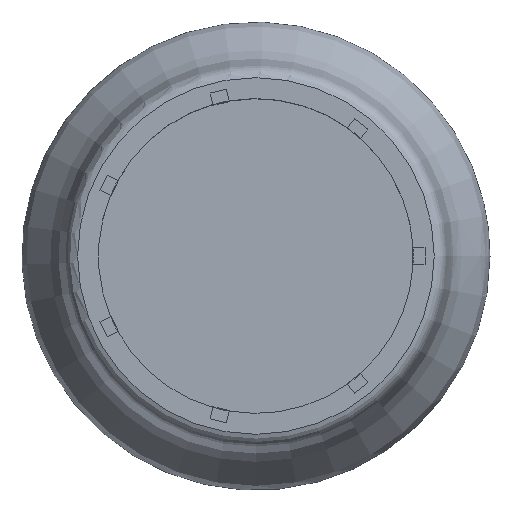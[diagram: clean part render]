
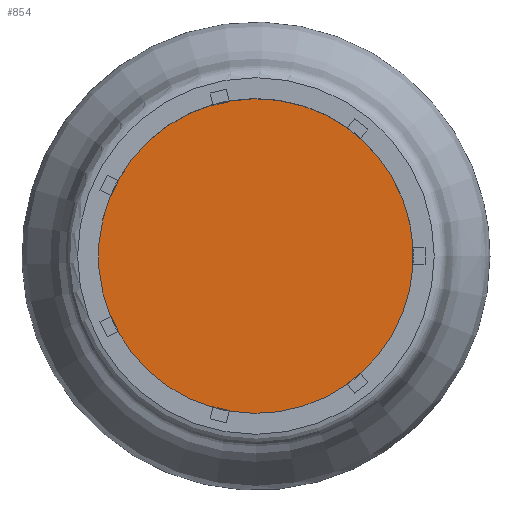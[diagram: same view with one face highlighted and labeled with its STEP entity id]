
A CAD part, top view. The second image highlights one B-rep face of the part: STEP entity #854.
In plain terms, the highlighted planar face has unit normal (0, 0, 1).
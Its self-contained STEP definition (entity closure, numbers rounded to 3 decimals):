
#440 = VERTEX_POINT('',#441);
#441 = CARTESIAN_POINT('',(25.021,28.167,
    0.));
#447 = EDGE_CURVE('',#440,#448,#450,.T.);
#448 = VERTEX_POINT('',#449);
#449 = CARTESIAN_POINT('',(37.622,2.,0.));
#450 = CIRCLE('',#451,37.675);
#451 = AXIS2_PLACEMENT_3D('',#452,#453,#454);
#452 = CARTESIAN_POINT('',(0.,0.,0.));
#453 = DIRECTION('',(0.,0.,-1.));
#454 = DIRECTION('',(1.,0.,0.));
#490 = VERTEX_POINT('',#491);
#491 = CARTESIAN_POINT('',(-6.422,37.124,
    0.));
#497 = EDGE_CURVE('',#490,#498,#500,.T.);
#498 = VERTEX_POINT('',#499);
#499 = CARTESIAN_POINT('',(21.893,30.661,
    0.));
#500 = CIRCLE('',#501,37.675);
#501 = AXIS2_PLACEMENT_3D('',#502,#503,#504);
#502 = CARTESIAN_POINT('',(0.,0.,0.));
#503 = DIRECTION('',(0.,0.,-1.));
#504 = DIRECTION('',(1.,0.,0.));
#540 = VERTEX_POINT('',#541);
#541 = CARTESIAN_POINT('',(-33.028,18.125,
    0.));
#547 = EDGE_CURVE('',#540,#548,#550,.T.);
#548 = VERTEX_POINT('',#549);
#549 = CARTESIAN_POINT('',(-10.322,36.234,
    0.));
#550 = CIRCLE('',#551,37.675);
#551 = AXIS2_PLACEMENT_3D('',#552,#553,#554);
#552 = CARTESIAN_POINT('',(0.,0.,0.));
#553 = DIRECTION('',(0.,0.,-1.));
#554 = DIRECTION('',(1.,0.,0.));
#590 = VERTEX_POINT('',#591);
#591 = CARTESIAN_POINT('',(-34.764,-14.522,
    0.));
#597 = EDGE_CURVE('',#590,#598,#600,.T.);
#598 = VERTEX_POINT('',#599);
#599 = CARTESIAN_POINT('',(-34.764,14.522,
    0.));
#600 = CIRCLE('',#601,37.675);
#601 = AXIS2_PLACEMENT_3D('',#602,#603,#604);
#602 = CARTESIAN_POINT('',(0.,0.,0.));
#603 = DIRECTION('',(0.,0.,-1.));
#604 = DIRECTION('',(1.,0.,0.));
#640 = VERTEX_POINT('',#641);
#641 = CARTESIAN_POINT('',(-10.322,-36.234,
    0.));
#647 = EDGE_CURVE('',#640,#648,#650,.T.);
#648 = VERTEX_POINT('',#649);
#649 = CARTESIAN_POINT('',(-33.028,-18.125,
    0.));
#650 = CIRCLE('',#651,37.675);
#651 = AXIS2_PLACEMENT_3D('',#652,#653,#654);
#652 = CARTESIAN_POINT('',(0.,0.,0.));
#653 = DIRECTION('',(0.,0.,-1.));
#654 = DIRECTION('',(1.,0.,0.));
#690 = VERTEX_POINT('',#691);
#691 = CARTESIAN_POINT('',(21.893,-30.661,
    0.));
#697 = EDGE_CURVE('',#690,#698,#700,.T.);
#698 = VERTEX_POINT('',#699);
#699 = CARTESIAN_POINT('',(-6.422,-37.124,
    0.));
#700 = CIRCLE('',#701,37.675);
#701 = AXIS2_PLACEMENT_3D('',#702,#703,#704);
#702 = CARTESIAN_POINT('',(0.,0.,0.));
#703 = DIRECTION('',(0.,0.,-1.));
#704 = DIRECTION('',(1.,0.,0.));
#740 = VERTEX_POINT('',#741);
#741 = CARTESIAN_POINT('',(37.622,-2.,0.));
#747 = EDGE_CURVE('',#740,#748,#750,.T.);
#748 = VERTEX_POINT('',#749);
#749 = CARTESIAN_POINT('',(25.021,-28.167,
    0.));
#750 = CIRCLE('',#751,37.675);
#751 = AXIS2_PLACEMENT_3D('',#752,#753,#754);
#752 = CARTESIAN_POINT('',(0.,0.,0.));
#753 = DIRECTION('',(0.,0.,-1.));
#754 = DIRECTION('',(1.,0.,0.));
#812 = VERTEX_POINT('',#813);
#813 = CARTESIAN_POINT('',(24.929,28.052,
    0.));
#819 = EDGE_CURVE('',#812,#440,#820,.T.);
#820 = LINE('',#821,#822);
#821 = CARTESIAN_POINT('',(13.246,13.403,
    0.));
#822 = VECTOR('',#823,1.);
#823 = DIRECTION('',(0.623,0.782,0.));
#836 = EDGE_CURVE('',#448,#837,#839,.T.);
#837 = VERTEX_POINT('',#838);
#838 = CARTESIAN_POINT('',(37.475,2.,0.));
#839 = LINE('',#840,#841);
#840 = CARTESIAN_POINT('',(20.238,2.,0.));
#841 = VECTOR('',#842,1.);
#842 = DIRECTION('',(-1.,0.,0.));
#854 = ADVANCED_FACE('',(#855),#1004,.F.);
#855 = FACE_BOUND('',#856,.T.);
#856 = EDGE_LOOP('',(#857,#858,#866,#872,#873,#874,#875,#883,#889,#890,
    #898,#906,#912,#913,#921,#929,#935,#936,#944,#952,#958,#959,#967,
    #975,#981,#982,#990,#998));
#857 = ORIENTED_EDGE('',*,*,#747,.F.);
#858 = ORIENTED_EDGE('',*,*,#859,.F.);
#859 = EDGE_CURVE('',#860,#740,#862,.T.);
#860 = VERTEX_POINT('',#861);
#861 = CARTESIAN_POINT('',(37.475,-2.,0.));
#862 = LINE('',#863,#864);
#863 = CARTESIAN_POINT('',(18.738,-2.,0.));
#864 = VECTOR('',#865,1.);
#865 = DIRECTION('',(1.,0.,0.));
#866 = ORIENTED_EDGE('',*,*,#867,.F.);
#867 = EDGE_CURVE('',#837,#860,#868,.T.);
#868 = LINE('',#869,#870);
#869 = CARTESIAN_POINT('',(37.475,1.,0.));
#870 = VECTOR('',#871,1.);
#871 = DIRECTION('',(0.,-1.,0.));
#872 = ORIENTED_EDGE('',*,*,#836,.F.);
#873 = ORIENTED_EDGE('',*,*,#447,.F.);
#874 = ORIENTED_EDGE('',*,*,#819,.F.);
#875 = ORIENTED_EDGE('',*,*,#876,.F.);
#876 = EDGE_CURVE('',#877,#812,#879,.T.);
#877 = VERTEX_POINT('',#878);
#878 = CARTESIAN_POINT('',(21.802,30.546,
    0.));
#879 = LINE('',#880,#881);
#880 = CARTESIAN_POINT('',(22.583,29.923,
    0.));
#881 = VECTOR('',#882,1.);
#882 = DIRECTION('',(0.782,-0.623,0.)
  );
#883 = ORIENTED_EDGE('',*,*,#884,.F.);
#884 = EDGE_CURVE('',#498,#877,#885,.T.);
#885 = LINE('',#886,#887);
#886 = CARTESIAN_POINT('',(11.054,17.069,
    0.));
#887 = VECTOR('',#888,1.);
#888 = DIRECTION('',(-0.623,-0.782,0.
    ));
#889 = ORIENTED_EDGE('',*,*,#497,.F.);
#890 = ORIENTED_EDGE('',*,*,#891,.F.);
#891 = EDGE_CURVE('',#892,#490,#894,.T.);
#892 = VERTEX_POINT('',#893);
#893 = CARTESIAN_POINT('',(-6.389,36.98,
    0.));
#894 = LINE('',#895,#896);
#895 = CARTESIAN_POINT('',(-2.22,18.713,
    0.));
#896 = VECTOR('',#897,1.);
#897 = DIRECTION('',(-0.223,0.975,0.)
  );
#898 = ORIENTED_EDGE('',*,*,#899,.F.);
#899 = EDGE_CURVE('',#900,#892,#902,.T.);
#900 = VERTEX_POINT('',#901);
#901 = CARTESIAN_POINT('',(-10.289,36.09,
    0.));
#902 = LINE('',#903,#904);
#903 = CARTESIAN_POINT('',(-9.314,36.313,
    0.));
#904 = VECTOR('',#905,1.);
#905 = DIRECTION('',(0.975,0.223,0.));
#906 = ORIENTED_EDGE('',*,*,#907,.F.);
#907 = EDGE_CURVE('',#548,#900,#908,.T.);
#908 = LINE('',#909,#910);
#909 = CARTESIAN_POINT('',(-6.453,19.285,
    0.));
#910 = VECTOR('',#911,1.);
#911 = DIRECTION('',(0.223,-0.975,0.)
  );
#912 = ORIENTED_EDGE('',*,*,#547,.F.);
#913 = ORIENTED_EDGE('',*,*,#914,.F.);
#914 = EDGE_CURVE('',#915,#540,#917,.T.);
#915 = VERTEX_POINT('',#916);
#916 = CARTESIAN_POINT('',(-32.896,18.062,
    0.));
#917 = LINE('',#918,#919);
#918 = CARTESIAN_POINT('',(-16.014,9.932,
    0.));
#919 = VECTOR('',#920,1.);
#920 = DIRECTION('',(-0.901,0.434,0.)
  );
#921 = ORIENTED_EDGE('',*,*,#922,.F.);
#922 = EDGE_CURVE('',#923,#915,#925,.T.);
#923 = VERTEX_POINT('',#924);
#924 = CARTESIAN_POINT('',(-34.632,14.458,
    0.));
#925 = LINE('',#926,#927);
#926 = CARTESIAN_POINT('',(-34.198,15.359,
    0.));
#927 = VECTOR('',#928,1.);
#928 = DIRECTION('',(0.434,0.901,0.));
#929 = ORIENTED_EDGE('',*,*,#930,.F.);
#930 = EDGE_CURVE('',#598,#923,#931,.T.);
#931 = LINE('',#932,#933);
#932 = CARTESIAN_POINT('',(-19.101,6.979,
    0.));
#933 = VECTOR('',#934,1.);
#934 = DIRECTION('',(0.901,-0.434,0.)
  );
#935 = ORIENTED_EDGE('',*,*,#597,.F.);
#936 = ORIENTED_EDGE('',*,*,#937,.F.);
#937 = EDGE_CURVE('',#938,#590,#940,.T.);
#938 = VERTEX_POINT('',#939);
#939 = CARTESIAN_POINT('',(-34.632,-14.458,
    0.));
#940 = LINE('',#941,#942);
#941 = CARTESIAN_POINT('',(-17.75,-6.328,
    0.));
#942 = VECTOR('',#943,1.);
#943 = DIRECTION('',(-0.901,-0.434,0.
    ));
#944 = ORIENTED_EDGE('',*,*,#945,.F.);
#945 = EDGE_CURVE('',#946,#938,#948,.T.);
#946 = VERTEX_POINT('',#947);
#947 = CARTESIAN_POINT('',(-32.896,-18.062,
    0.));
#948 = LINE('',#949,#950);
#949 = CARTESIAN_POINT('',(-33.33,-17.161,
    0.));
#950 = VECTOR('',#951,1.);
#951 = DIRECTION('',(-0.434,0.901,0.)
  );
#952 = ORIENTED_EDGE('',*,*,#953,.F.);
#953 = EDGE_CURVE('',#648,#946,#954,.T.);
#954 = LINE('',#955,#956);
#955 = CARTESIAN_POINT('',(-17.366,-10.583,
    0.));
#956 = VECTOR('',#957,1.);
#957 = DIRECTION('',(0.901,0.434,0.));
#958 = ORIENTED_EDGE('',*,*,#647,.F.);
#959 = ORIENTED_EDGE('',*,*,#960,.F.);
#960 = EDGE_CURVE('',#961,#640,#963,.T.);
#961 = VERTEX_POINT('',#962);
#962 = CARTESIAN_POINT('',(-10.289,-36.09,
    0.));
#963 = LINE('',#964,#965);
#964 = CARTESIAN_POINT('',(-6.119,-17.823,
    0.));
#965 = VECTOR('',#966,1.);
#966 = DIRECTION('',(-0.223,-0.975,0.
    ));
#967 = ORIENTED_EDGE('',*,*,#968,.F.);
#968 = EDGE_CURVE('',#969,#961,#971,.T.);
#969 = VERTEX_POINT('',#970);
#970 = CARTESIAN_POINT('',(-6.389,-36.98,
    0.));
#971 = LINE('',#972,#973);
#972 = CARTESIAN_POINT('',(-7.364,-36.758,
    0.));
#973 = VECTOR('',#974,1.);
#974 = DIRECTION('',(-0.975,0.223,0.)
  );
#975 = ORIENTED_EDGE('',*,*,#976,.F.);
#976 = EDGE_CURVE('',#698,#969,#977,.T.);
#977 = LINE('',#978,#979);
#978 = CARTESIAN_POINT('',(-2.553,-20.175,
    0.));
#979 = VECTOR('',#980,1.);
#980 = DIRECTION('',(0.223,0.975,0.));
#981 = ORIENTED_EDGE('',*,*,#697,.F.);
#982 = ORIENTED_EDGE('',*,*,#983,.F.);
#983 = EDGE_CURVE('',#984,#690,#986,.T.);
#984 = VERTEX_POINT('',#985);
#985 = CARTESIAN_POINT('',(21.802,-30.546,
    0.));
#986 = LINE('',#987,#988);
#987 = CARTESIAN_POINT('',(10.119,-15.897,
    0.));
#988 = VECTOR('',#989,1.);
#989 = DIRECTION('',(0.623,-0.782,0.)
  );
#990 = ORIENTED_EDGE('',*,*,#991,.F.);
#991 = EDGE_CURVE('',#992,#984,#994,.T.);
#992 = VERTEX_POINT('',#993);
#993 = CARTESIAN_POINT('',(24.929,-28.052,
    0.));
#994 = LINE('',#995,#996);
#995 = CARTESIAN_POINT('',(24.147,-28.676,
    0.));
#996 = VECTOR('',#997,1.);
#997 = DIRECTION('',(-0.782,-0.623,0.
    ));
#998 = ORIENTED_EDGE('',*,*,#999,.F.);
#999 = EDGE_CURVE('',#748,#992,#1000,.T.);
#1000 = LINE('',#1001,#1002);
#1001 = CARTESIAN_POINT('',(14.182,-14.575,
    0.));
#1002 = VECTOR('',#1003,1.);
#1003 = DIRECTION('',(-0.623,0.782,0.)
  );
#1004 = PLANE('',#1005);
#1005 = AXIS2_PLACEMENT_3D('',#1006,#1007,#1008);
#1006 = CARTESIAN_POINT('',(0.,0.,0.));
#1007 = DIRECTION('',(0.,0.,-1.));
#1008 = DIRECTION('',(1.,0.,0.));
